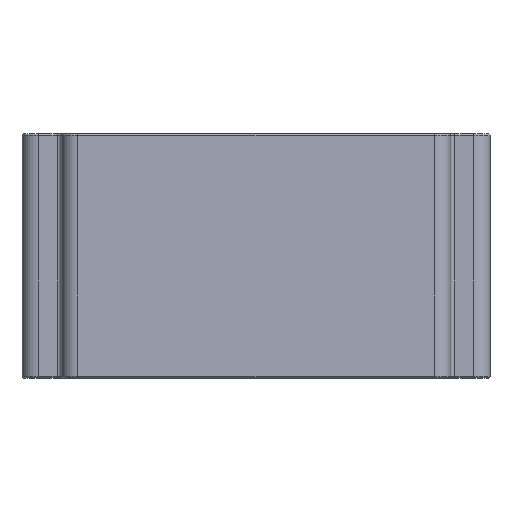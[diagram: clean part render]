
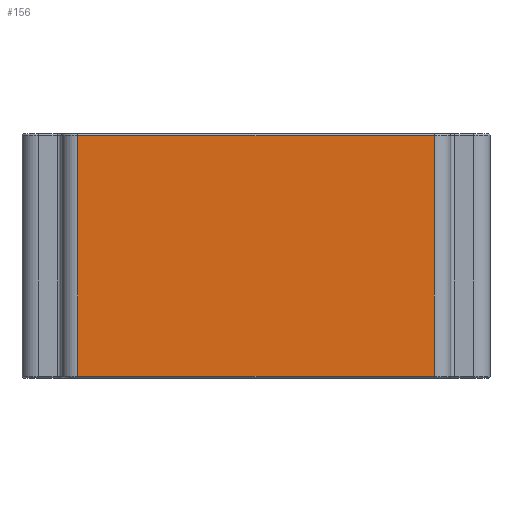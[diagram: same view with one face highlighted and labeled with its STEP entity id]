
A CAD part, top view. The second image highlights one B-rep face of the part: STEP entity #156.
In plain terms, the highlighted planar face has unit normal (0, 0, 1).
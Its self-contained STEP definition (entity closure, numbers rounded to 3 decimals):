
#156 = ADVANCED_FACE( '', ( #369 ), #370, .F. );
#369 = FACE_OUTER_BOUND( '', #636, .T. );
#370 = PLANE( '', #637 );
#636 = EDGE_LOOP( '', ( #1035, #1036, #1037, #1038 ) );
#637 = AXIS2_PLACEMENT_3D( '', #1039, #1040, #1041 );
#1035 = ORIENTED_EDGE( '', *, *, #1589, .T. );
#1036 = ORIENTED_EDGE( '', *, *, #1685, .T. );
#1037 = ORIENTED_EDGE( '', *, *, #1675, .T. );
#1038 = ORIENTED_EDGE( '', *, *, #1686, .T. );
#1039 = CARTESIAN_POINT( '', ( 14., -7.3, 3.85 ) );
#1040 = DIRECTION( '', ( 0., 0., -1. ) );
#1041 = DIRECTION( '', ( -1., 0., 0. ) );
#1589 = EDGE_CURVE( '', #1892, #1890, #1893, .T. );
#1675 = EDGE_CURVE( '', #2033, #2034, #2035, .F. );
#1685 = EDGE_CURVE( '', #1890, #2033, #2050, .T. );
#1686 = EDGE_CURVE( '', #2034, #1892, #2051, .F. );
#1890 = VERTEX_POINT( '', #2293 );
#1892 = VERTEX_POINT( '', #2295 );
#1893 = LINE( '', #2296, #2297 );
#2033 = VERTEX_POINT( '', #2471 );
#2034 = VERTEX_POINT( '', #2472 );
#2035 = LINE( '', #2473, #2474 );
#2050 = LINE( '', #2490, #2491 );
#2051 = LINE( '', #2492, #2493 );
#2293 = CARTESIAN_POINT( '', ( 10.65, 7.2, 3.85 ) );
#2295 = CARTESIAN_POINT( '', ( 10.65, -7.2, 3.85 ) );
#2296 = CARTESIAN_POINT( '', ( 10.65, -7.3, 3.85 ) );
#2297 = VECTOR( '', #2761, 1000. );
#2471 = CARTESIAN_POINT( '', ( -10.65, 7.2, 3.85 ) );
#2472 = CARTESIAN_POINT( '', ( -10.65, -7.2, 3.85 ) );
#2473 = CARTESIAN_POINT( '', ( -10.65, -7.3, 3.85 ) );
#2474 = VECTOR( '', #2901, 1000. );
#2490 = CARTESIAN_POINT( '', ( 14., 7.2, 3.85 ) );
#2491 = VECTOR( '', #2921, 1000. );
#2492 = CARTESIAN_POINT( '', ( 10.65, -7.2, 3.85 ) );
#2493 = VECTOR( '', #2922, 1000. );
#2761 = DIRECTION( '', ( 0., 1., 0. ) );
#2901 = DIRECTION( '', ( 0., 1., 0. ) );
#2921 = DIRECTION( '', ( -1., 0., 0. ) );
#2922 = DIRECTION( '', ( -1., 0., 0. ) );
